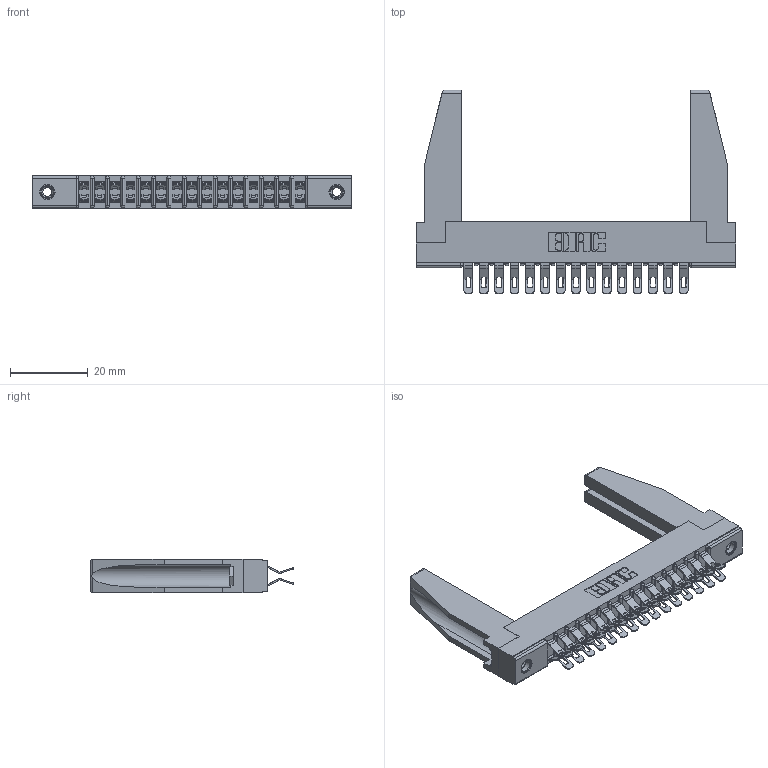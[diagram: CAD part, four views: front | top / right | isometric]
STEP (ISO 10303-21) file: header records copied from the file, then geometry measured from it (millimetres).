
FILE_DESCRIPTION (( 'STEP AP203' ), '1' );
FILE_NAME ('307-030-455-278.STEP', '2020-09-29T09:50:05', ( '' ), ( '' ), 'SwSTEP 2.0', 'SolidWorks 2020', '' );
FILE_SCHEMA (( 'CONFIG_CONTROL_DESIGN' ));
Length unit declared in the file: inch
Products named in the file (5): 307-220-078; 307-290-001_555; 345-250-001_345-250-001-102; 307 Part_.156 Dia Mounting Holes; 307-030-455-278
Assembly tree (35 placements, depth 2):
  307-030-455-278
    307 Part_.156 Dia Mounting Holes
    307-290-001_555  x30
    307-220-078  x2
    345-250-001_345-250-001-102  x2
Bounding box: 82.45 x 52.45 x 8.71 mm (x, y, z)
Volume: 9476.5 mm3; surface area: 13637.3 mm2
Topology: 35 solids, 35 shells, 2094 faces, 6083 edges, 3962 vertices
Faces by surface type: plane 1174, cylinder 872, sphere 32, cone 12, torus 4
Entity records: 19644 total; most frequent: CARTESIAN_POINT 3237, ORIENTED_EDGE 3166, DIRECTION 3143, EDGE_CURVE 1583, LINE 1195, VECTOR 1195, VERTEX_POINT 1026, AXIS2_PLACEMENT_3D 974
